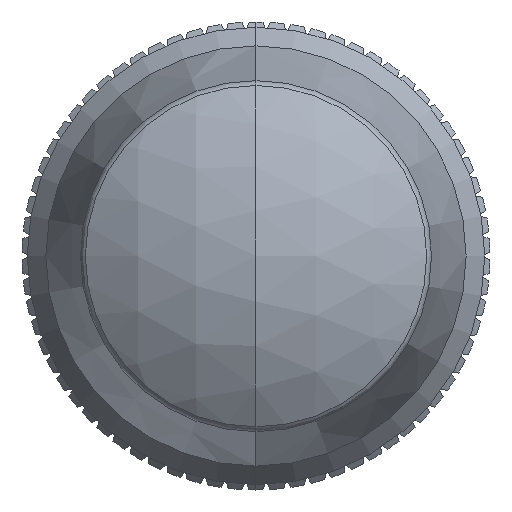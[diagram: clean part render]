
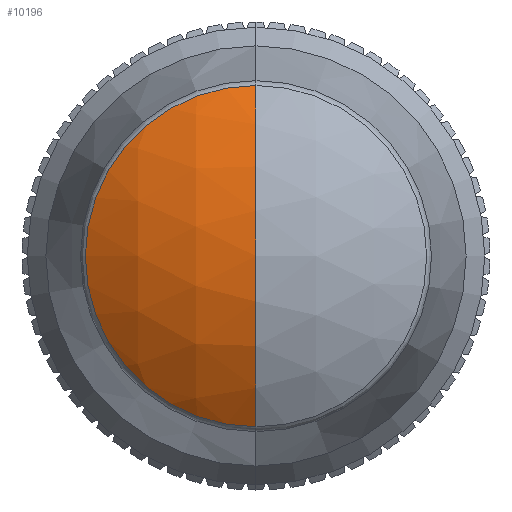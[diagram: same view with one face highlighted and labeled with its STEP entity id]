
A CAD part, left-side view. The second image highlights one B-rep face of the part: STEP entity #10196.
In plain terms, the highlighted spherical face has radius 6.171 mm.
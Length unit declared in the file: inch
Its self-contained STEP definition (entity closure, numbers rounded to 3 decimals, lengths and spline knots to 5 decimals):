
#820 = AXIS2_PLACEMENT_3D ( 'NONE', #5383, #8097, #4443 ) ;
#1459 = CARTESIAN_POINT ( 'NONE',  ( -0.74853, 0., 0. ) ) ;
#1818 = AXIS2_PLACEMENT_3D ( 'NONE', #1459, #5081, #8686 ) ;
#1863 = EDGE_CURVE ( 'NONE', #7743, #9819, #9586, .T. ) ;
#1882 = DIRECTION ( 'NONE',  ( 0., 0., -1. ) ) ;
#2360 = EDGE_CURVE ( 'NONE', #9819, #7743, #6877, .T. ) ;
#2824 = CARTESIAN_POINT ( 'NONE',  ( -0.94456, 0., 0. ) ) ;
#4443 = DIRECTION ( 'NONE',  ( -1., 0., 0. ) ) ;
#4867 = CARTESIAN_POINT ( 'NONE',  ( -0.94456, 0., 0.14355 ) ) ;
#5081 = DIRECTION ( 'NONE',  ( 0., 1., 0. ) ) ;
#5201 = FACE_OUTER_BOUND ( 'NONE', #8406, .T. ) ;
#5383 = CARTESIAN_POINT ( 'NONE',  ( -0.74853, 0., 0. ) ) ;
#6043 = CARTESIAN_POINT ( 'NONE',  ( -0.94456, 0., -0.14355 ) ) ;
#6438 = DIRECTION ( 'NONE',  ( -1., 0., 0. ) ) ;
#6877 = CIRCLE ( 'NONE', #820, 0.24297 ) ;
#6950 = AXIS2_PLACEMENT_3D ( 'NONE', #2824, #6438, #1882 ) ;
#7743 = VERTEX_POINT ( 'NONE', #4867 ) ;
#7962 = ORIENTED_EDGE ( 'NONE', *, *, #2360, .T. ) ;
#8097 = DIRECTION ( 'NONE',  ( 0., 1., 0. ) ) ;
#8100 = ORIENTED_EDGE ( 'NONE', *, *, #1863, .T. ) ;
#8406 = EDGE_LOOP ( 'NONE', ( #8100, #7962 ) ) ;
#8686 = DIRECTION ( 'NONE',  ( 1., 0., 0. ) ) ;
#9586 = CIRCLE ( 'NONE', #6950, 0.14355 ) ;
#9819 = VERTEX_POINT ( 'NONE', #6043 ) ;
#10196 = ADVANCED_FACE ( 'NONE', ( #5201 ), #11301, .T. ) ;
#11301 = SPHERICAL_SURFACE ( 'NONE', #1818, 0.24297 ) ;
